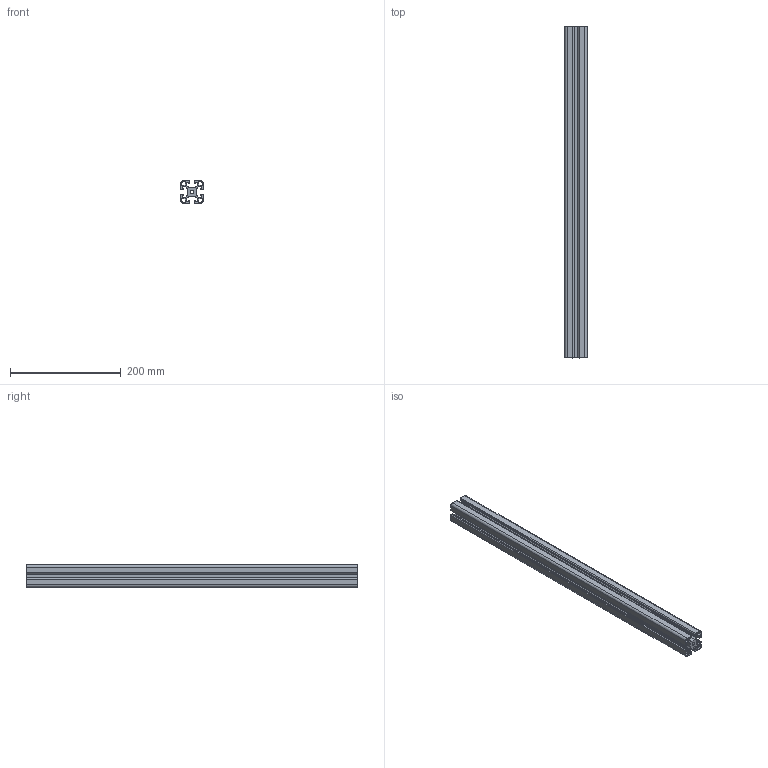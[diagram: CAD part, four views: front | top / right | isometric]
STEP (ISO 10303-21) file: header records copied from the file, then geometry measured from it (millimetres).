
FILE_DESCRIPTION (( 'STEP AP214' ), '1' );
FILE_NAME ('BotProfileSide.STEP', '2020-06-24T12:07:20', ( '' ), ( '' ), 'SwSTEP 2.0', 'SolidWorks 2019', '' );
FILE_SCHEMA (( 'AUTOMOTIVE_DESIGN' ));
Length unit declared in the file: millimetre
Products named in the file (1): BotProfileSide
Bounding box: 40 x 599.8 x 40 mm (x, y, z)
Volume: 394078 mm3; surface area: 277333.4 mm2
Topology: 1 solids, 1 shells, 156 faces, 462 edges, 308 vertices
Faces by surface type: cylinder 78, plane 78
Entity records: 5338 total; most frequent: DIRECTION 932, CARTESIAN_POINT 927, ORIENTED_EDGE 924, EDGE_CURVE 462, AXIS2_PLACEMENT_3D 313, VERTEX_POINT 308, VECTOR 306, LINE 306
